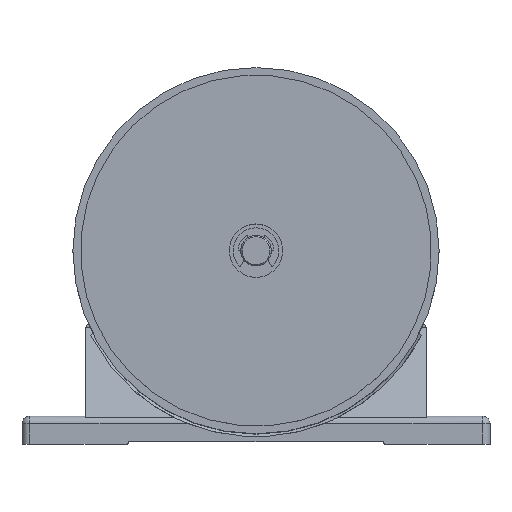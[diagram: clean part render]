
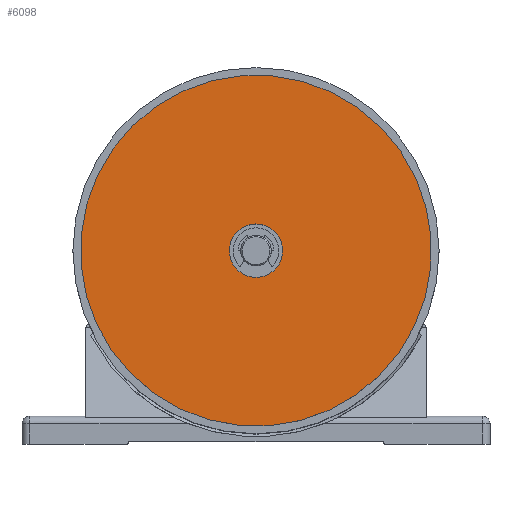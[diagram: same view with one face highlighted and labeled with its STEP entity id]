
A CAD part, top view. The second image highlights one B-rep face of the part: STEP entity #6098.
In plain terms, the highlighted planar face has unit normal (0, 0, 1).
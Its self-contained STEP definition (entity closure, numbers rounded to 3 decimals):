
#94 = DIRECTION ( 'NONE',  ( -0.252, 0.968, 0. ) ) ;
#171 = DIRECTION ( 'NONE',  ( -0.252, 0.968, 0. ) ) ;
#310 = CARTESIAN_POINT ( 'NONE',  ( 0., 10.5, 24. ) ) ;
#868 = CARTESIAN_POINT ( 'NONE',  ( 0., 0., 24. ) ) ;
#875 = EDGE_CURVE ( 'NONE', #2360, #2413, #4863, .T. ) ;
#977 = CARTESIAN_POINT ( 'NONE',  ( 0., 0., 24. ) ) ;
#1044 = AXIS2_PLACEMENT_3D ( 'NONE', #5200, #2679, #94 ) ;
#1213 = FACE_OUTER_BOUND ( 'NONE', #2664, .T. ) ;
#1321 = CARTESIAN_POINT ( 'NONE',  ( 0., -10.5, 24. ) ) ;
#1855 = DIRECTION ( 'NONE',  ( -0.252, 0.968, 0. ) ) ;
#1879 = CIRCLE ( 'NONE', #5642, 69. ) ;
#1912 = DIRECTION ( 'NONE',  ( -0.252, 0.968, 0. ) ) ;
#2071 = CIRCLE ( 'NONE', #5840, 10.5 ) ;
#2178 = FACE_BOUND ( 'NONE', #4105, .T. ) ;
#2206 = ORIENTED_EDGE ( 'NONE', *, *, #4833, .F. ) ;
#2357 = CARTESIAN_POINT ( 'NONE',  ( 0., 0., 24. ) ) ;
#2360 = VERTEX_POINT ( 'NONE', #5690 ) ;
#2413 = VERTEX_POINT ( 'NONE', #2728 ) ;
#2581 = EDGE_CURVE ( 'NONE', #2860, #5757, #2071, .T. ) ;
#2664 = EDGE_LOOP ( 'NONE', ( #6558, #5461 ) ) ;
#2679 = DIRECTION ( 'NONE',  ( 0., 0., 1. ) ) ;
#2728 = CARTESIAN_POINT ( 'NONE',  ( -17.411, 66.767, 24. ) ) ;
#2860 = VERTEX_POINT ( 'NONE', #1321 ) ;
#2891 = ORIENTED_EDGE ( 'NONE', *, *, #2581, .F. ) ;
#3316 = DIRECTION ( 'NONE',  ( 0., 0., 1. ) ) ;
#3603 = CARTESIAN_POINT ( 'NONE',  ( 0., 0., 24. ) ) ;
#3738 = AXIS2_PLACEMENT_3D ( 'NONE', #868, #3316, #171 ) ;
#3931 = CIRCLE ( 'NONE', #1044, 10.5 ) ;
#4023 = EDGE_CURVE ( 'NONE', #2413, #2360, #1879, .T. ) ;
#4105 = EDGE_LOOP ( 'NONE', ( #2891, #2206 ) ) ;
#4646 = DIRECTION ( 'NONE',  ( -0.252, 0.968, 0. ) ) ;
#4833 = EDGE_CURVE ( 'NONE', #5757, #2860, #3931, .T. ) ;
#4863 = CIRCLE ( 'NONE', #5400, 69. ) ;
#5189 = DIRECTION ( 'NONE',  ( 0., 0., 1. ) ) ;
#5200 = CARTESIAN_POINT ( 'NONE',  ( 0., 0., 24. ) ) ;
#5400 = AXIS2_PLACEMENT_3D ( 'NONE', #2357, #5931, #1855 ) ;
#5461 = ORIENTED_EDGE ( 'NONE', *, *, #4023, .T. ) ;
#5642 = AXIS2_PLACEMENT_3D ( 'NONE', #3603, #5189, #4646 ) ;
#5690 = CARTESIAN_POINT ( 'NONE',  ( 17.411, -66.767, 24. ) ) ;
#5757 = VERTEX_POINT ( 'NONE', #310 ) ;
#5840 = AXIS2_PLACEMENT_3D ( 'NONE', #977, #6521, #1912 ) ;
#5931 = DIRECTION ( 'NONE',  ( 0., 0., 1. ) ) ;
#6098 = ADVANCED_FACE ( 'NONE', ( #1213, #2178 ), #6320, .T. ) ;
#6320 = PLANE ( 'NONE',  #3738 ) ;
#6521 = DIRECTION ( 'NONE',  ( 0., 0., 1. ) ) ;
#6558 = ORIENTED_EDGE ( 'NONE', *, *, #875, .T. ) ;
